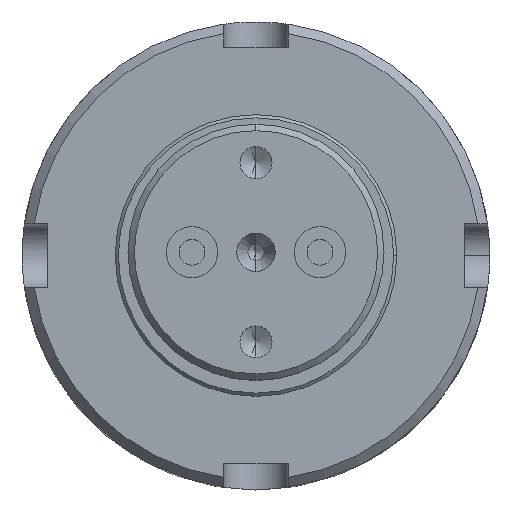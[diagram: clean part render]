
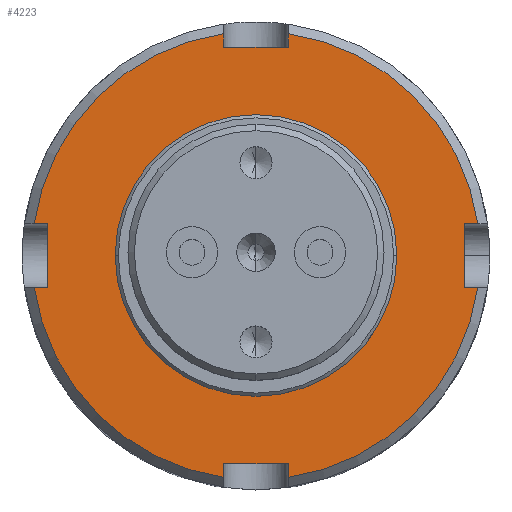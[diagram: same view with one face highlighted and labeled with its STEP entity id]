
A CAD part, top view. The second image highlights one B-rep face of the part: STEP entity #4223.
In plain terms, the highlighted planar face has unit normal (0, 0, 1).
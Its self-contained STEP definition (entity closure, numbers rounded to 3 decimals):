
#330 = CARTESIAN_POINT ( 'NONE',  ( 22., 0., 72. ) ) ;
#336 = CARTESIAN_POINT ( 'NONE',  ( -22., 0., 72. ) ) ;
#339 = CARTESIAN_POINT ( 'NONE',  ( 5., -32.5, 72. ) ) ;
#343 = CARTESIAN_POINT ( 'NONE',  ( 32.5, -5., 72. ) ) ;
#344 = CARTESIAN_POINT ( 'NONE',  ( -5., -34.641, 72. ) ) ;
#347 = CARTESIAN_POINT ( 'NONE',  ( -5., -32.5, 72. ) ) ;
#357 = CARTESIAN_POINT ( 'NONE',  ( -32.5, -5., 72. ) ) ;
#360 = CARTESIAN_POINT ( 'NONE',  ( 34.641, -5., 72. ) ) ;
#385 = CARTESIAN_POINT ( 'NONE',  ( -5., 34.641, 72. ) ) ;
#386 = CARTESIAN_POINT ( 'NONE',  ( 5., -34.641, 72. ) ) ;
#389 = CARTESIAN_POINT ( 'NONE',  ( 34.641, 5., 72. ) ) ;
#393 = CARTESIAN_POINT ( 'NONE',  ( 5., 34.641, 72. ) ) ;
#402 = CARTESIAN_POINT ( 'NONE',  ( -34.641, 5., 72. ) ) ;
#411 = CARTESIAN_POINT ( 'NONE',  ( -5., 32.5, 72. ) ) ;
#415 = CARTESIAN_POINT ( 'NONE',  ( -34.641, -5., 72. ) ) ;
#427 = CARTESIAN_POINT ( 'NONE',  ( 5., 32.5, 72. ) ) ;
#428 = CARTESIAN_POINT ( 'NONE',  ( -32.5, 5., 72. ) ) ;
#432 = CARTESIAN_POINT ( 'NONE',  ( 32.5, 5., 72. ) ) ;
#442 = PLANE ( 'NONE',  #1531 ) ;
#444 = CARTESIAN_POINT ( 'NONE',  ( 0., 0., 72. ) ) ;
#449 = DIRECTION ( 'NONE',  ( 0., 0., 1. ) ) ;
#450 = DIRECTION ( 'NONE',  ( 1., 0., 0. ) ) ;
#864 = EDGE_CURVE ( 'NONE', #2125, #2131, #3101, .T. ) ;
#975 = EDGE_CURVE ( 'NONE', #3165, #3208, #2964, .T. ) ;
#978 = EDGE_CURVE ( 'NONE', #3165, #3169, #2958, .T. ) ;
#979 = EDGE_CURVE ( 'NONE', #3161, #3187, #2960, .T. ) ;
#980 = EDGE_CURVE ( 'NONE', #3203, #3187, #2956, .T. ) ;
#981 = EDGE_CURVE ( 'NONE', #3203, #3169, #2954, .T. ) ;
#982 = EDGE_CURVE ( 'NONE', #3161, #3178, #2952, .T. ) ;
#983 = EDGE_CURVE ( 'NONE', #3204, #3178, #2950, .T. ) ;
#984 = EDGE_CURVE ( 'NONE', #3204, #3133, #2949, .T. ) ;
#985 = EDGE_CURVE ( 'NONE', #3191, #3133, #2947, .T. ) ;
#986 = EDGE_CURVE ( 'NONE', #3121, #3117, #2945, .T. ) ;
#987 = EDGE_CURVE ( 'NONE', #3121, #3116, #2943, .T. ) ;
#988 = EDGE_CURVE ( 'NONE', #3191, #3116, #2957, .T. ) ;
#989 = EDGE_CURVE ( 'NONE', #3162, #3117, #2939, .T. ) ;
#990 = EDGE_CURVE ( 'NONE', #3115, #3136, #2938, .T. ) ;
#991 = EDGE_CURVE ( 'NONE', #3162, #3136, #2941, .T. ) ;
#992 = EDGE_CURVE ( 'NONE', #3115, #3208, #2934, .T. ) ;
#993 = EDGE_CURVE ( 'NONE', #2131, #2125, #2933, .T. ) ;
#1018 = DIRECTION ( 'NONE',  ( 1., 0., 0. ) ) ;
#1019 = CARTESIAN_POINT ( 'NONE',  ( 0., -32.5, 72. ) ) ;
#1020 = CARTESIAN_POINT ( 'NONE',  ( 32.5, 0., 72. ) ) ;
#1021 = CARTESIAN_POINT ( 'NONE',  ( 0., -5., 72. ) ) ;
#1022 = DIRECTION ( 'NONE',  ( 0., 1., 0. ) ) ;
#1023 = DIRECTION ( 'NONE',  ( 1., 0., 0. ) ) ;
#1024 = DIRECTION ( 'NONE',  ( 0., 0., 1. ) ) ;
#1025 = CARTESIAN_POINT ( 'NONE',  ( 0., 0., 72. ) ) ;
#1026 = DIRECTION ( 'NONE',  ( 0., 1., 0. ) ) ;
#1027 = DIRECTION ( 'NONE',  ( 0., -1., 0. ) ) ;
#1028 = CARTESIAN_POINT ( 'NONE',  ( 5., 0., 72. ) ) ;
#1029 = CARTESIAN_POINT ( 'NONE',  ( -5., 0., 72. ) ) ;
#1030 = DIRECTION ( 'NONE',  ( 1., 0., 0. ) ) ;
#1035 = DIRECTION ( 'NONE',  ( 0., 0., -1. ) ) ;
#1036 = CARTESIAN_POINT ( 'NONE',  ( 0., 0., 72. ) ) ;
#1281 = AXIS2_PLACEMENT_3D ( 'NONE', #1473, #1470, #1474 ) ;
#1282 = AXIS2_PLACEMENT_3D ( 'NONE', #1477, #1471, #1469 ) ;
#1283 = AXIS2_PLACEMENT_3D ( 'NONE', #1025, #1024, #1023 ) ;
#1284 = AXIS2_PLACEMENT_3D ( 'NONE', #2621, #2618, #2617 ) ;
#1285 = AXIS2_PLACEMENT_3D ( 'NONE', #2659, #2695, #2675 ) ;
#1334 = AXIS2_PLACEMENT_3D ( 'NONE', #1036, #1035, #4218 ) ;
#1469 = DIRECTION ( 'NONE',  ( 1., 0., 0. ) ) ;
#1470 = DIRECTION ( 'NONE',  ( 0., 0., -1. ) ) ;
#1471 = DIRECTION ( 'NONE',  ( 0., 0., 1. ) ) ;
#1473 = CARTESIAN_POINT ( 'NONE',  ( 0., 0., 72. ) ) ;
#1474 = DIRECTION ( 'NONE',  ( -1., 0., 0. ) ) ;
#1477 = CARTESIAN_POINT ( 'NONE',  ( 0., 0., 72. ) ) ;
#1531 = AXIS2_PLACEMENT_3D ( 'NONE', #444, #449, #450 ) ;
#1609 = EDGE_LOOP ( 'NONE', ( #3249, #3250 ) ) ;
#2125 = VERTEX_POINT ( 'NONE', #330 ) ;
#2131 = VERTEX_POINT ( 'NONE', #336 ) ;
#2238 = EDGE_LOOP ( 'NONE', ( #3233, #3234, #3235, #3236, #3237, #3238, #3239, #3240, #3241, #3242, #3243, #3244, #3245, #3246, #3247, #3248 ) ) ;
#2567 = DIRECTION ( 'NONE',  ( 1., 0., 0. ) ) ;
#2594 = CARTESIAN_POINT ( 'NONE',  ( 0., -5., 72. ) ) ;
#2601 = DIRECTION ( 'NONE',  ( 0., -1., 0. ) ) ;
#2614 = CARTESIAN_POINT ( 'NONE',  ( -32.5, 0., 72. ) ) ;
#2617 = DIRECTION ( 'NONE',  ( 1., 0., 0. ) ) ;
#2618 = DIRECTION ( 'NONE',  ( 0., 0., 1. ) ) ;
#2621 = CARTESIAN_POINT ( 'NONE',  ( 0., 0., 72. ) ) ;
#2653 = DIRECTION ( 'NONE',  ( 0., 1., 0. ) ) ;
#2657 = CARTESIAN_POINT ( 'NONE',  ( 5., 0., 72. ) ) ;
#2659 = CARTESIAN_POINT ( 'NONE',  ( 0., 0., 72. ) ) ;
#2660 = DIRECTION ( 'NONE',  ( -1., 0., 0. ) ) ;
#2663 = CARTESIAN_POINT ( 'NONE',  ( 0., 32.5, 72. ) ) ;
#2665 = CARTESIAN_POINT ( 'NONE',  ( -5., 0., 72. ) ) ;
#2669 = DIRECTION ( 'NONE',  ( 0., -1., 0. ) ) ;
#2675 = DIRECTION ( 'NONE',  ( 1., 0., 0. ) ) ;
#2695 = DIRECTION ( 'NONE',  ( 0., 0., 1. ) ) ;
#2698 = DIRECTION ( 'NONE',  ( -1., 0., 0. ) ) ;
#2706 = FACE_BOUND ( 'NONE', #1609, .T. ) ;
#2745 = FACE_OUTER_BOUND ( 'NONE', #2238, .T. ) ;
#2932 = VECTOR ( 'NONE', #1026, 1000. ) ;
#2933 = CIRCLE ( 'NONE', #1281, 22. ) ;
#2934 = LINE ( 'NONE', #1020, #2932 ) ;
#2935 = VECTOR ( 'NONE', #1018, 1000. ) ;
#2937 = VECTOR ( 'NONE', #1022, 1000. ) ;
#2938 = LINE ( 'NONE', #1021, #2935 ) ;
#2939 = LINE ( 'NONE', #1028, #2937 ) ;
#2940 = VECTOR ( 'NONE', #1027, 1000. ) ;
#2941 = CIRCLE ( 'NONE', #1282, 35. ) ;
#2942 = VECTOR ( 'NONE', #1030, 1000. ) ;
#2943 = LINE ( 'NONE', #1029, #2940 ) ;
#2944 = VECTOR ( 'NONE', #2567, 1000. ) ;
#2945 = LINE ( 'NONE', #1019, #2942 ) ;
#2946 = VECTOR ( 'NONE', #2601, 1000. ) ;
#2947 = LINE ( 'NONE', #2594, #2944 ) ;
#2948 = VECTOR ( 'NONE', #2698, 1000. ) ;
#2949 = LINE ( 'NONE', #2614, #2946 ) ;
#2950 = LINE ( 'NONE', #4473, #2948 ) ;
#2951 = VECTOR ( 'NONE', #2653, 1000. ) ;
#2952 = CIRCLE ( 'NONE', #1284, 35. ) ;
#2953 = VECTOR ( 'NONE', #2660, 1000. ) ;
#2954 = LINE ( 'NONE', #2657, #2951 ) ;
#2955 = VECTOR ( 'NONE', #2669, 1000. ) ;
#2956 = LINE ( 'NONE', #2663, #2953 ) ;
#2957 = CIRCLE ( 'NONE', #1283, 35. ) ;
#2958 = CIRCLE ( 'NONE', #1285, 35. ) ;
#2960 = LINE ( 'NONE', #2665, #2955 ) ;
#2961 = VECTOR ( 'NONE', #4480, 1000. ) ;
#2964 = LINE ( 'NONE', #4482, #2961 ) ;
#3101 = CIRCLE ( 'NONE', #1334, 22. ) ;
#3115 = VERTEX_POINT ( 'NONE', #343 ) ;
#3116 = VERTEX_POINT ( 'NONE', #344 ) ;
#3117 = VERTEX_POINT ( 'NONE', #339 ) ;
#3121 = VERTEX_POINT ( 'NONE', #347 ) ;
#3133 = VERTEX_POINT ( 'NONE', #357 ) ;
#3136 = VERTEX_POINT ( 'NONE', #360 ) ;
#3161 = VERTEX_POINT ( 'NONE', #385 ) ;
#3162 = VERTEX_POINT ( 'NONE', #386 ) ;
#3165 = VERTEX_POINT ( 'NONE', #389 ) ;
#3169 = VERTEX_POINT ( 'NONE', #393 ) ;
#3178 = VERTEX_POINT ( 'NONE', #402 ) ;
#3187 = VERTEX_POINT ( 'NONE', #411 ) ;
#3191 = VERTEX_POINT ( 'NONE', #415 ) ;
#3203 = VERTEX_POINT ( 'NONE', #427 ) ;
#3204 = VERTEX_POINT ( 'NONE', #428 ) ;
#3208 = VERTEX_POINT ( 'NONE', #432 ) ;
#3233 = ORIENTED_EDGE ( 'NONE', *, *, #975, .F. ) ;
#3234 = ORIENTED_EDGE ( 'NONE', *, *, #978, .T. ) ;
#3235 = ORIENTED_EDGE ( 'NONE', *, *, #981, .F. ) ;
#3236 = ORIENTED_EDGE ( 'NONE', *, *, #980, .T. ) ;
#3237 = ORIENTED_EDGE ( 'NONE', *, *, #979, .F. ) ;
#3238 = ORIENTED_EDGE ( 'NONE', *, *, #982, .T. ) ;
#3239 = ORIENTED_EDGE ( 'NONE', *, *, #983, .F. ) ;
#3240 = ORIENTED_EDGE ( 'NONE', *, *, #984, .T. ) ;
#3241 = ORIENTED_EDGE ( 'NONE', *, *, #985, .F. ) ;
#3242 = ORIENTED_EDGE ( 'NONE', *, *, #988, .T. ) ;
#3243 = ORIENTED_EDGE ( 'NONE', *, *, #987, .F. ) ;
#3244 = ORIENTED_EDGE ( 'NONE', *, *, #986, .T. ) ;
#3245 = ORIENTED_EDGE ( 'NONE', *, *, #989, .F. ) ;
#3246 = ORIENTED_EDGE ( 'NONE', *, *, #991, .T. ) ;
#3247 = ORIENTED_EDGE ( 'NONE', *, *, #990, .F. ) ;
#3248 = ORIENTED_EDGE ( 'NONE', *, *, #992, .T. ) ;
#3249 = ORIENTED_EDGE ( 'NONE', *, *, #993, .T. ) ;
#3250 = ORIENTED_EDGE ( 'NONE', *, *, #864, .T. ) ;
#4218 = DIRECTION ( 'NONE',  ( -1., 0., 0. ) ) ;
#4223 = ADVANCED_FACE ( 'NONE', ( #2745, #2706 ), #442, .T. ) ;
#4473 = CARTESIAN_POINT ( 'NONE',  ( 0., 5., 72. ) ) ;
#4480 = DIRECTION ( 'NONE',  ( -1., 0., 0. ) ) ;
#4482 = CARTESIAN_POINT ( 'NONE',  ( 0., 5., 72. ) ) ;
